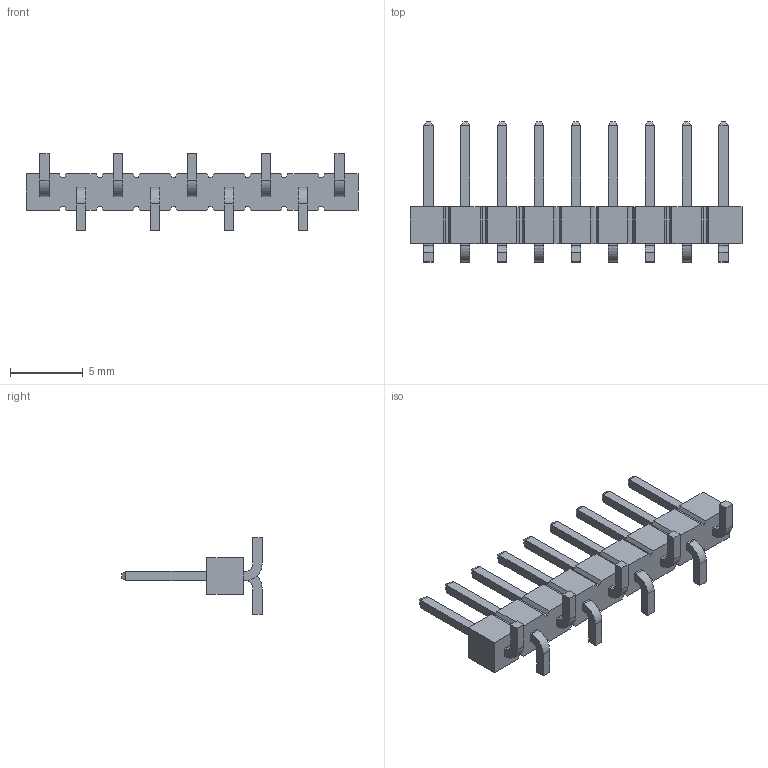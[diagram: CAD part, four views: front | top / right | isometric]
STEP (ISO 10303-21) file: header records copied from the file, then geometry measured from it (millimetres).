
FILE_DESCRIPTION (( 'STEP AP214' ), '1' );
FILE_NAME ('TSM-109-01-G-SV.STEP', '2021-03-08T15:24:37', ( '' ), ( '' ), 'SwSTEP 2.0', 'SolidWorks 2018', '' );
FILE_SCHEMA (( 'AUTOMOTIVE_DESIGN' ));
Length unit declared in the file: millimetre
Products named in the file (3): TSM-109-01-G-SV; TSM_109_01_L_SV_3; TSM_109_01_L_SV_5
Assembly tree (2 placements, depth 2):
  TSM-109-01-G-SV
    TSM_109_01_L_SV_3
    TSM_109_01_L_SV_5
Bounding box: 22.86 x 9.65 x 5.28 mm (x, y, z)
Volume: 177.8 mm3; surface area: 600.8 mm2
Topology: 2 solids, 2 shells, 270 faces, 720 edges, 468 vertices
Faces by surface type: plane 252, cylinder 18
Entity records: 8358 total; most frequent: CARTESIAN_POINT 1463, ORIENTED_EDGE 1440, DIRECTION 1306, EDGE_CURVE 720, VECTOR 684, LINE 684, VERTEX_POINT 468, AXIS2_PLACEMENT_3D 311
